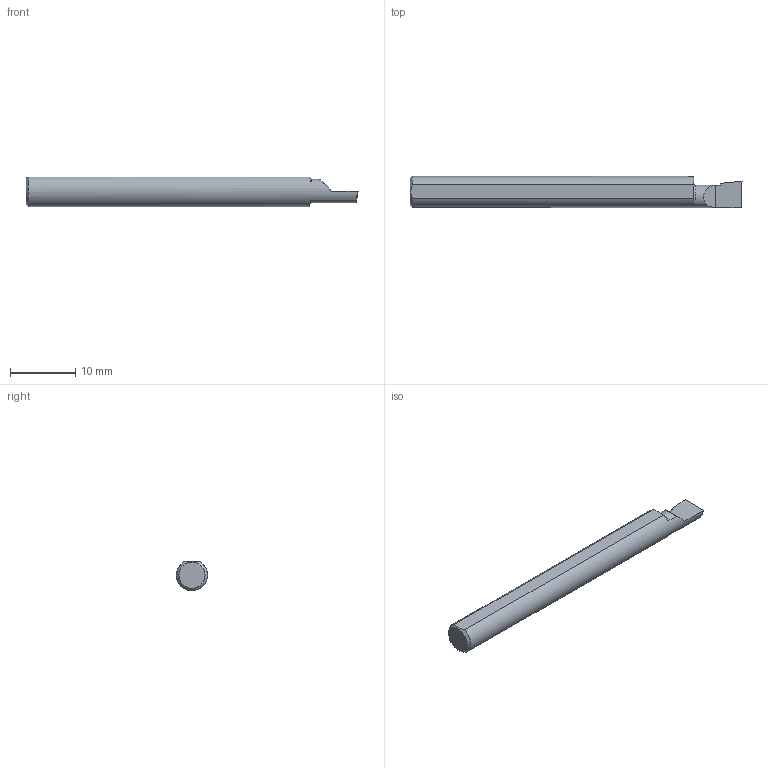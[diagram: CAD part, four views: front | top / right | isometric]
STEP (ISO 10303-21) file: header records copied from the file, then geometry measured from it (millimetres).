
FILE_DESCRIPTION (( 'STEP AP203' ), '1' );
FILE_NAME ('217327-B1601000.STEP', '2024-04-23T17:09:40', ( '' ), ( '' ), 'SwSTEP 2.0', 'SolidWorks 2022', '' );
FILE_SCHEMA (( 'CONFIG_CONTROL_DESIGN' ));
Length unit declared in the file: inch
Products named in the file (1): 217327-B1601000
Bounding box: 50.8 x 4.75 x 4.5 mm (x, y, z)
Volume: 803.7 mm3; surface area: 747.1 mm2
Topology: 1 solids, 1 shells, 17 faces, 43 edges, 28 vertices
Faces by surface type: plane 12, cone 2, cylinder 2, torus 1
Entity records: 615 total; most frequent: CARTESIAN_POINT 133, ORIENTED_EDGE 86, DIRECTION 82, EDGE_CURVE 43, AXIS2_PLACEMENT_3D 29, VERTEX_POINT 28, LINE 24, VECTOR 24
